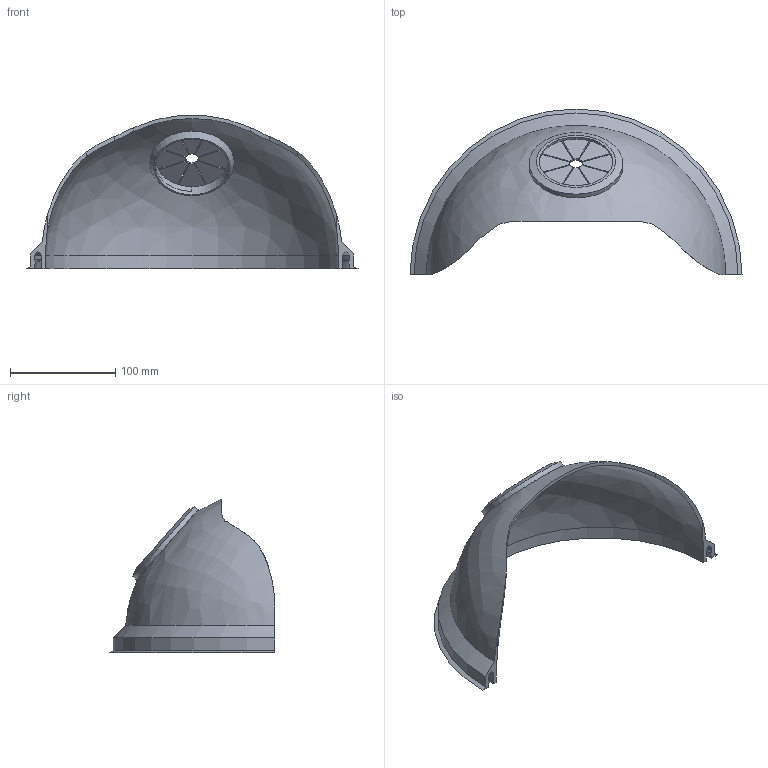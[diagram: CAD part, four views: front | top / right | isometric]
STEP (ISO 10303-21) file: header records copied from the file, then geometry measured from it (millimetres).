
FILE_DESCRIPTION(/* description */ (''),/* implementation_level */ '2;1');
FILE_NAME(/* name */ 'Concrete Mixer Shroud 3 inch (1) v5.step',/* time_stamp */ '2023-10-17T14:16:25-04:00',/* author */ (''),/* organization */ (''),/* preprocessor_version */ 'ST-DEVELOPER v20',/* originating_system */ 'Autodesk Translation Framework v12.14.0.127',/* authorisation */ '');
FILE_SCHEMA (('AUTOMOTIVE_DESIGN { 1 0 10303 214 3 1 1 }'));
Length unit declared in the file: inch
Products named in the file (3): Concrete Mixer Shroud 3 inch (1); concrete mixer; Concrete Mixer Attachment (1) v1
Assembly tree (2 placements, depth 2):
  Concrete Mixer Shroud 3 inch (1)
    concrete mixer
    Concrete Mixer Attachment (1) v1
Bounding box: 314.96 x 157.48 x 145.39 mm (x, y, z)
Volume: 247312.7 mm3; surface area: 151304.4 mm2
Topology: 2 solids, 2 shells, 79 faces, 210 edges, 139 vertices
Faces by surface type: plane 39, cylinder 24, cone 9, bspline 5, torus 2
Full cylindrical faces by diameter (mm): 69.85 x1, 76.2 x1, 88.646 x1
Entity records: 3105 total; most frequent: CARTESIAN_POINT 1018, ORIENTED_EDGE 420, DIRECTION 418, EDGE_CURVE 210, AXIS2_PLACEMENT_3D 155, VERTEX_POINT 139, LINE 108, VECTOR 108
